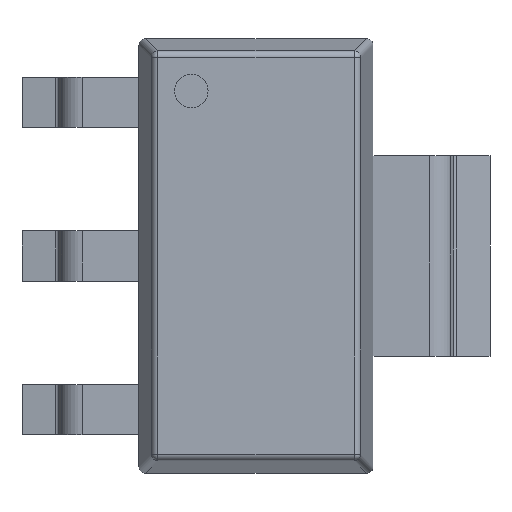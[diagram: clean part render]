
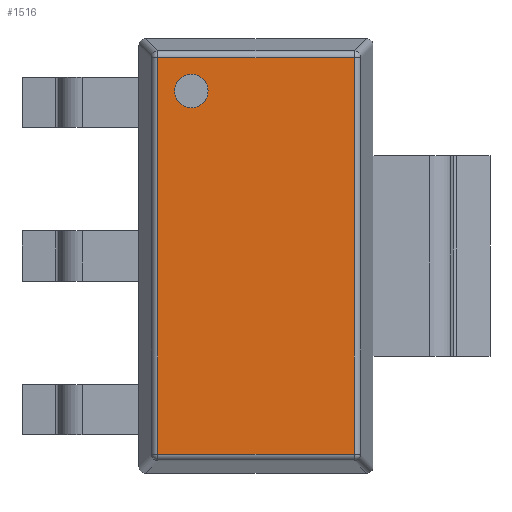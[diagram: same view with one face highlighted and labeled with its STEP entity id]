
A CAD part, top view. The second image highlights one B-rep face of the part: STEP entity #1516.
In plain terms, the highlighted planar face has unit normal (0, 0, 1).
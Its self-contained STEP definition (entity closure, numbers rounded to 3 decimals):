
#37=LINE('',#2279,#185);
#39=LINE('',#2296,#187);
#43=LINE('',#2302,#191);
#45=LINE('',#2305,#193);
#185=VECTOR('',#1826,5.932);
#187=VECTOR('',#1846,5.932);
#191=VECTOR('',#1854,2.932);
#193=VECTOR('',#1858,2.932);
#336=PLANE('',#1644);
#378=FACE_BOUND('',#504,.T.);
#414=FACE_OUTER_BOUND('',#503,.T.);
#503=EDGE_LOOP('',(#1106,#1107,#1108,#1109));
#504=EDGE_LOOP('',(#1110));
#566=CIRCLE('',#1577,0.25);
#624=VERTEX_POINT('',#2203);
#643=VERTEX_POINT('',#2257);
#650=VERTEX_POINT('',#2274);
#653=VERTEX_POINT('',#2284);
#654=VERTEX_POINT('',#2288);
#762=EDGE_CURVE('',#624,#624,#566,.T.);
#798=EDGE_CURVE('',#643,#650,#37,.T.);
#806=EDGE_CURVE('',#654,#653,#39,.T.);
#810=EDGE_CURVE('',#650,#654,#43,.T.);
#812=EDGE_CURVE('',#653,#643,#45,.T.);
#1106=ORIENTED_EDGE('',*,*,#806,.F.);
#1107=ORIENTED_EDGE('',*,*,#810,.F.);
#1108=ORIENTED_EDGE('',*,*,#798,.F.);
#1109=ORIENTED_EDGE('',*,*,#812,.F.);
#1110=ORIENTED_EDGE('',*,*,#762,.T.);
#1516=ADVANCED_FACE('',(#414,#378),#336,.T.);
#1577=AXIS2_PLACEMENT_3D('',#2204,#1739,#1740);
#1644=AXIS2_PLACEMENT_3D('',#2347,#1909,#1910);
#1739=DIRECTION('center_axis',(0.,0.,-1.));
#1740=DIRECTION('ref_axis',(0.,-1.,0.));
#1826=DIRECTION('',(0.,1.,0.));
#1846=DIRECTION('',(0.,-1.,0.));
#1854=DIRECTION('',(1.,0.,0.));
#1858=DIRECTION('',(-1.,0.,0.));
#1909=DIRECTION('center_axis',(0.,0.,1.));
#1910=DIRECTION('ref_axis',(1.,0.,0.));
#2203=CARTESIAN_POINT('',(-0.966,2.716,1.85));
#2204=CARTESIAN_POINT('Origin',(-0.966,2.466,1.85));
#2257=CARTESIAN_POINT('',(-1.466,-2.966,1.85));
#2274=CARTESIAN_POINT('',(-1.466,2.966,1.85));
#2279=CARTESIAN_POINT('',(-1.466,0.813,1.85));
#2284=CARTESIAN_POINT('',(1.466,-2.966,1.85));
#2288=CARTESIAN_POINT('',(1.466,2.966,1.85));
#2296=CARTESIAN_POINT('',(1.466,-0.813,1.85));
#2302=CARTESIAN_POINT('',(0.438,2.966,1.85));
#2305=CARTESIAN_POINT('',(-0.438,-2.966,1.85));
#2347=CARTESIAN_POINT('Origin',(0.,0.,1.85));
